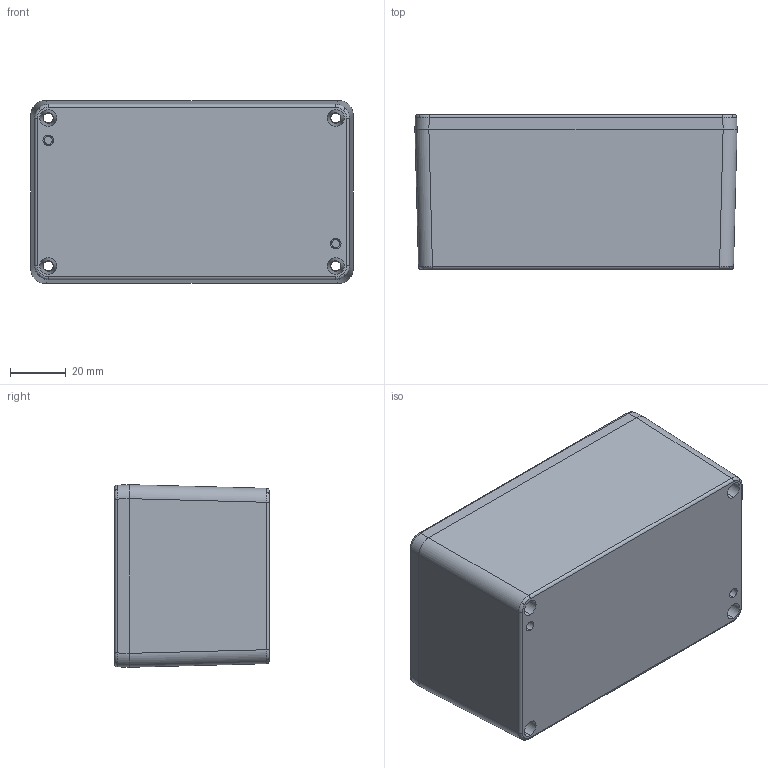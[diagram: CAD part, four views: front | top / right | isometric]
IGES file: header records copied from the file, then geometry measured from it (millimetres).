
Global section: file name: No Iges File Name specified; native system: Autodesk Inventor 2010; preprocessor: AutoDesk Inventor Iges Exporter R2010; author: tcook; date: 20091117.105153; units: millimetre
Bounding box: 115.4 x 55.4 x 65.4 mm (x, y, z)
Volume: 104211.8 mm3; surface area: 71855 mm2
Topology: 2 solids, 2 shells, 545 faces, 1260 edges, 728 vertices
Faces by surface type: revolution 238, plane 101, cylinder 72, torus 56, bspline 46, cone 32
